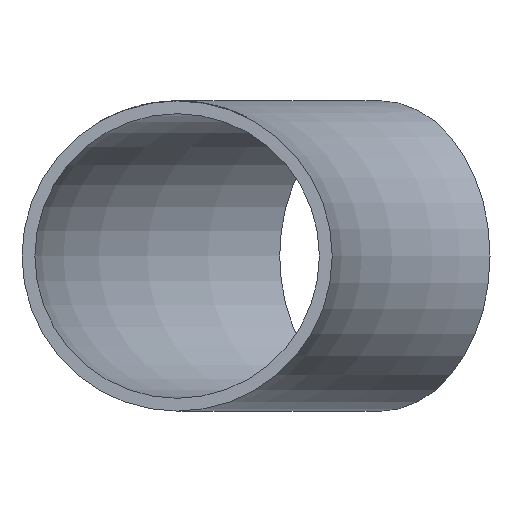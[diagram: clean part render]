
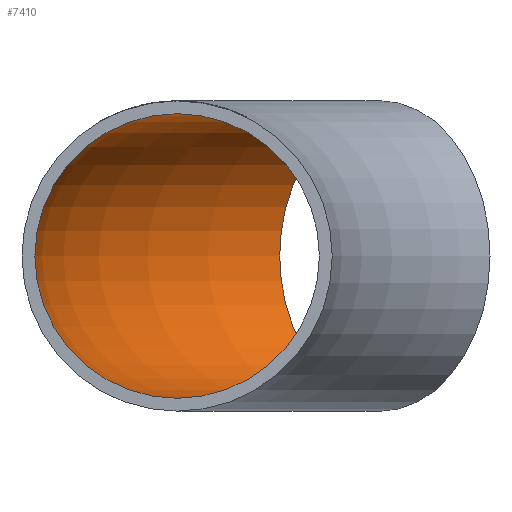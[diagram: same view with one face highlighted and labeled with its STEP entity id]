
A CAD part, front view. The second image highlights one B-rep face of the part: STEP entity #7410.
In plain terms, the highlighted toroidal (fillet/blend) face has major radius 108 mm and minor radius 22.15 mm.
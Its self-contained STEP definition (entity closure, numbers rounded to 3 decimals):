
#219 = TOROIDAL_SURFACE ( 'NONE', #5847, 108., 22.15 ) ;
#1132 = EDGE_LOOP ( 'NONE', ( #15027 ) ) ;
#1181 = CARTESIAN_POINT ( 'NONE',  ( -108., 0., 0. ) ) ;
#1400 = AXIS2_PLACEMENT_3D ( 'NONE', #1181, #19123, #5680 ) ;
#2106 = AXIS2_PLACEMENT_3D ( 'NONE', #16449, #11944, #19292 ) ;
#2307 = EDGE_LOOP ( 'NONE', ( #13631 ) ) ;
#2414 = VERTEX_POINT ( 'NONE', #17604 ) ;
#5680 = DIRECTION ( 'NONE',  ( 0., 0., 1. ) ) ;
#5847 = AXIS2_PLACEMENT_3D ( 'NONE', #19382, #14970, #13417 ) ;
#6828 = CARTESIAN_POINT ( 'NONE',  ( -108., 0., 22.15 ) ) ;
#7410 = ADVANCED_FACE ( 'NONE', ( #9005, #16548 ), #219, .F. ) ;
#8025 = CIRCLE ( 'NONE', #1400, 22.15 ) ;
#8870 = EDGE_CURVE ( 'NONE', #15844, #15844, #8025, .T. ) ;
#9005 = FACE_OUTER_BOUND ( 'NONE', #1132, .T. ) ;
#10866 = CIRCLE ( 'NONE', #2106, 22.15 ) ;
#11944 = DIRECTION ( 'NONE',  ( 0.707, 0.707, 0. ) ) ;
#13219 = EDGE_CURVE ( 'NONE', #2414, #2414, #10866, .T. ) ;
#13417 = DIRECTION ( 'NONE',  ( -1., 0., 0. ) ) ;
#13631 = ORIENTED_EDGE ( 'NONE', *, *, #8870, .F. ) ;
#14970 = DIRECTION ( 'NONE',  ( 0., 0., -1. ) ) ;
#15027 = ORIENTED_EDGE ( 'NONE', *, *, #13219, .T. ) ;
#15844 = VERTEX_POINT ( 'NONE', #6828 ) ;
#16449 = CARTESIAN_POINT ( 'NONE',  ( -76.368, 76.368, 0. ) ) ;
#16548 = FACE_OUTER_BOUND ( 'NONE', #2307, .T. ) ;
#17604 = CARTESIAN_POINT ( 'NONE',  ( -92.03, 92.03, 0. ) ) ;
#19123 = DIRECTION ( 'NONE',  ( 0., 1., 0. ) ) ;
#19292 = DIRECTION ( 'NONE',  ( -0.707, 0.707, 0. ) ) ;
#19382 = CARTESIAN_POINT ( 'NONE',  ( 0., 0., 0. ) ) ;
